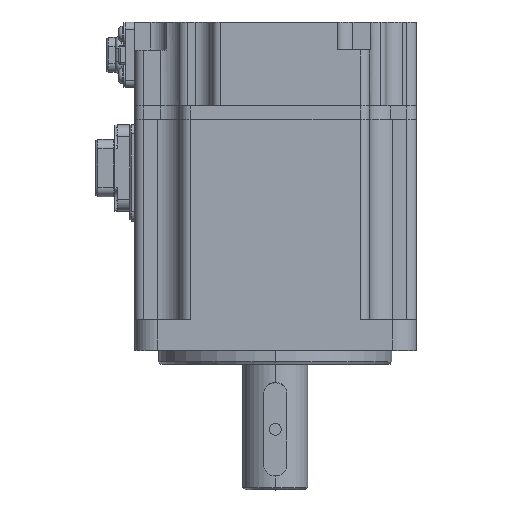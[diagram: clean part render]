
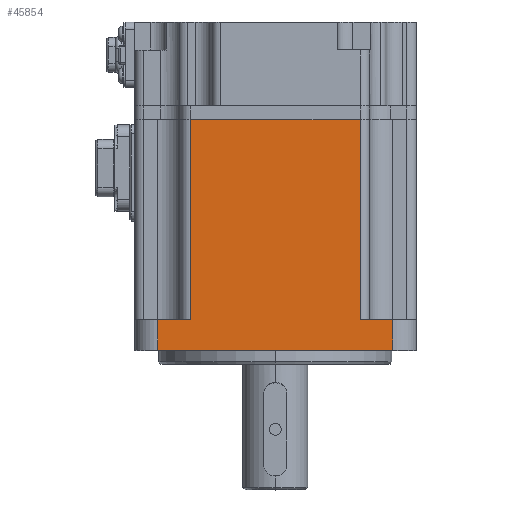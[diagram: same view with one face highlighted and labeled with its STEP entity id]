
A CAD part, top view. The second image highlights one B-rep face of the part: STEP entity #45854.
In plain terms, the highlighted planar face has unit normal (0, 0, 1).
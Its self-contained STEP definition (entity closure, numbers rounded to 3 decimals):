
#695 = CARTESIAN_POINT ( 'NONE',  ( 30.25, 0., 30.25 ) ) ;
#1203 = DIRECTION ( 'NONE',  ( 0., 1., 0. ) ) ;
#1435 = VECTOR ( 'NONE', #12610, 1000. ) ;
#1886 = ORIENTED_EDGE ( 'NONE', *, *, #68874, .T. ) ;
#2130 = PLANE ( 'NONE',  #32927 ) ;
#2181 = VERTEX_POINT ( 'NONE', #21780 ) ;
#3018 = ORIENTED_EDGE ( 'NONE', *, *, #9832, .F. ) ;
#4414 = CARTESIAN_POINT ( 'NONE',  ( 18.25, 6.5, 30.25 ) ) ;
#7778 = CARTESIAN_POINT ( 'NONE',  ( 25.25, 6.5, 30.25 ) ) ;
#8092 = CARTESIAN_POINT ( 'NONE',  ( -18.25, 6.5, 30.25 ) ) ;
#9265 = ORIENTED_EDGE ( 'NONE', *, *, #26515, .F. ) ;
#9832 = EDGE_CURVE ( 'NONE', #46991, #30764, #17155, .T. ) ;
#12610 = DIRECTION ( 'NONE',  ( 1., 0., 0. ) ) ;
#12717 = VECTOR ( 'NONE', #1203, 1000. ) ;
#15943 = VERTEX_POINT ( 'NONE', #23561 ) ;
#17155 = LINE ( 'NONE', #59934, #12717 ) ;
#17758 = CARTESIAN_POINT ( 'NONE',  ( 0., 6.5, 30.25 ) ) ;
#18003 = EDGE_CURVE ( 'NONE', #15943, #26778, #56065, .T. ) ;
#18734 = EDGE_CURVE ( 'NONE', #29495, #28494, #65154, .T. ) ;
#20553 = EDGE_CURVE ( 'NONE', #28494, #2181, #27938, .T. ) ;
#21780 = CARTESIAN_POINT ( 'NONE',  ( 25.25, 0., 30.25 ) ) ;
#23445 = VECTOR ( 'NONE', #64881, 1000. ) ;
#23561 = CARTESIAN_POINT ( 'NONE',  ( 18.25, 6.5, 30.25 ) ) ;
#23575 = CARTESIAN_POINT ( 'NONE',  ( 0., 6.5, 30.25 ) ) ;
#24131 = DIRECTION ( 'NONE',  ( 1., 0., 0. ) ) ;
#25919 = CARTESIAN_POINT ( 'NONE',  ( -25.25, 49.5, 30.25 ) ) ;
#26515 = EDGE_CURVE ( 'NONE', #30764, #56711, #57702, .T. ) ;
#26778 = VERTEX_POINT ( 'NONE', #7778 ) ;
#26950 = ORIENTED_EDGE ( 'NONE', *, *, #61450, .T. ) ;
#27051 = LINE ( 'NONE', #52846, #23445 ) ;
#27938 = LINE ( 'NONE', #695, #46953 ) ;
#28494 = VERTEX_POINT ( 'NONE', #50230 ) ;
#29366 = DIRECTION ( 'NONE',  ( 0., 0., -1. ) ) ;
#29495 = VERTEX_POINT ( 'NONE', #53550 ) ;
#30478 = EDGE_LOOP ( 'NONE', ( #35390, #54947, #60148, #26950, #46153, #1886, #9265, #3018 ) ) ;
#30764 = VERTEX_POINT ( 'NONE', #49650 ) ;
#32927 = AXIS2_PLACEMENT_3D ( 'NONE', #56226, #29366, #56945 ) ;
#34677 = FACE_OUTER_BOUND ( 'NONE', #30478, .T. ) ;
#35390 = ORIENTED_EDGE ( 'NONE', *, *, #52235, .F. ) ;
#36260 = LINE ( 'NONE', #4414, #39791 ) ;
#39791 = VECTOR ( 'NONE', #63129, 1000. ) ;
#45854 = ADVANCED_FACE ( 'NONE', ( #34677 ), #2130, .F. ) ;
#46153 = ORIENTED_EDGE ( 'NONE', *, *, #18003, .F. ) ;
#46953 = VECTOR ( 'NONE', #66822, 1000. ) ;
#46991 = VERTEX_POINT ( 'NONE', #8092 ) ;
#49650 = CARTESIAN_POINT ( 'NONE',  ( -18.25, 49.5, 30.25 ) ) ;
#50230 = CARTESIAN_POINT ( 'NONE',  ( -25.25, 0., 30.25 ) ) ;
#51324 = LINE ( 'NONE', #17758, #64169 ) ;
#52235 = EDGE_CURVE ( 'NONE', #29495, #46991, #51324, .T. ) ;
#52400 = CARTESIAN_POINT ( 'NONE',  ( 30.25, 49.5, 30.25 ) ) ;
#52846 = CARTESIAN_POINT ( 'NONE',  ( 25.25, 49.5, 30.25 ) ) ;
#53550 = CARTESIAN_POINT ( 'NONE',  ( -25.25, 6.5, 30.25 ) ) ;
#54947 = ORIENTED_EDGE ( 'NONE', *, *, #18734, .T. ) ;
#55131 = VECTOR ( 'NONE', #57358, 1000. ) ;
#56065 = LINE ( 'NONE', #23575, #1435 ) ;
#56226 = CARTESIAN_POINT ( 'NONE',  ( 30.25, 49.5, 30.25 ) ) ;
#56711 = VERTEX_POINT ( 'NONE', #64842 ) ;
#56945 = DIRECTION ( 'NONE',  ( -1., 0., 0. ) ) ;
#57358 = DIRECTION ( 'NONE',  ( 1., 0., 0. ) ) ;
#57702 = LINE ( 'NONE', #52400, #55131 ) ;
#59141 = DIRECTION ( 'NONE',  ( 0., -1., 0. ) ) ;
#59934 = CARTESIAN_POINT ( 'NONE',  ( -18.25, 6.5, 30.25 ) ) ;
#60148 = ORIENTED_EDGE ( 'NONE', *, *, #20553, .T. ) ;
#61450 = EDGE_CURVE ( 'NONE', #2181, #26778, #27051, .T. ) ;
#63129 = DIRECTION ( 'NONE',  ( 0., 1., 0. ) ) ;
#64169 = VECTOR ( 'NONE', #24131, 1000. ) ;
#64842 = CARTESIAN_POINT ( 'NONE',  ( 18.25, 49.5, 30.25 ) ) ;
#64881 = DIRECTION ( 'NONE',  ( 0., 1., 0. ) ) ;
#65154 = LINE ( 'NONE', #25919, #69116 ) ;
#66822 = DIRECTION ( 'NONE',  ( 1., 0., 0. ) ) ;
#68874 = EDGE_CURVE ( 'NONE', #15943, #56711, #36260, .T. ) ;
#69116 = VECTOR ( 'NONE', #59141, 1000. ) ;
